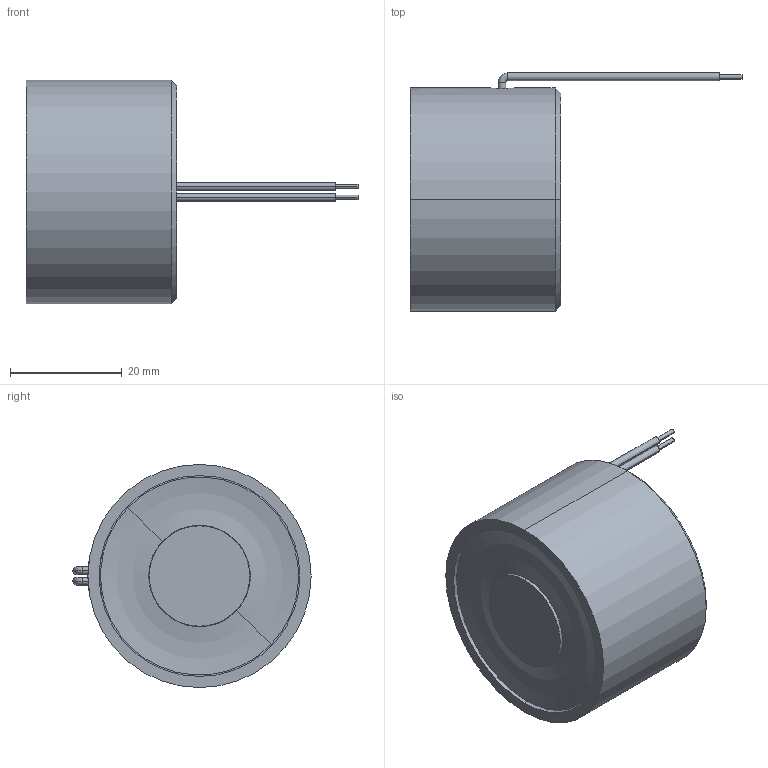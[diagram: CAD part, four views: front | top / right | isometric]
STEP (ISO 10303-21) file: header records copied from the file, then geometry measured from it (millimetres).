
FILE_DESCRIPTION (( 'STEP AP203' ), '1' );
FILE_NAME ('ET4027.STEP', '2017-06-08T07:32:27', ( 'user' ), ( '' ), 'SwSTEP 2.0', 'SolidWorks 2011', '' );
FILE_SCHEMA (( 'CONFIG_CONTROL_DESIGN' ));
Length unit declared in the file: millimetre
Products named in the file (4): ET4027灌膠; ET4027; BD08205R; ET4027線圈組(加線珠)
Assembly tree (3 placements, depth 2):
  ET4027
    ET4027灌膠
    ET4027線圈組(加線珠)
    BD08205R
Bounding box: 59.5 x 42.7 x 40 mm (x, y, z)
Volume: 37323.7 mm3; surface area: 19081.3 mm2
Topology: 3 solids, 3 shells, 228 faces, 541 edges, 323 vertices
Faces by surface type: cone 108, cylinder 83, plane 31, torus 6
Entity records: 7095 total; most frequent: DIRECTION 1285, CARTESIAN_POINT 1240, ORIENTED_EDGE 1070, EDGE_CURVE 535, AXIS2_PLACEMENT_3D 528, VERTEX_POINT 323, CIRCLE 294, EDGE_LOOP 244
